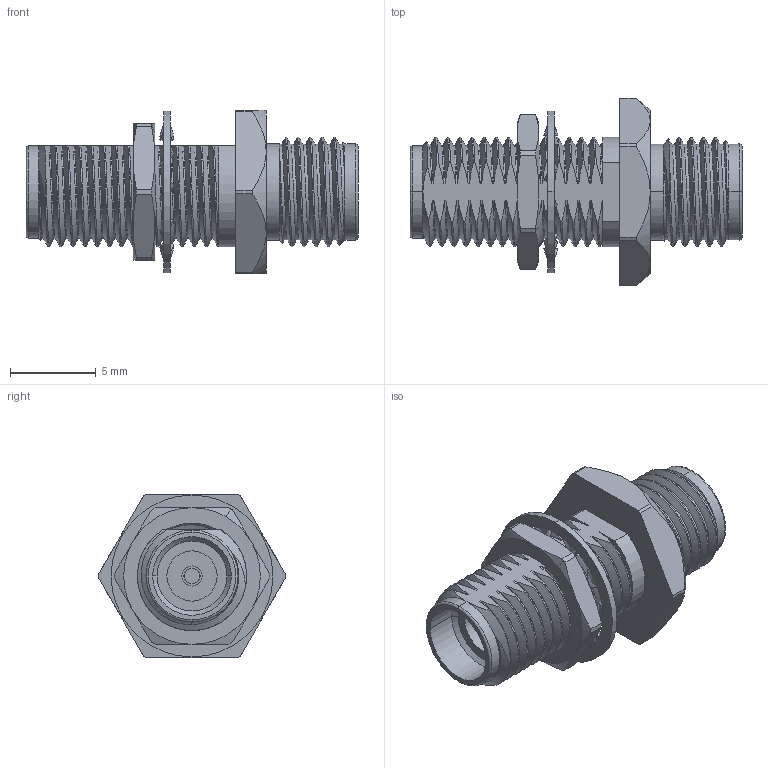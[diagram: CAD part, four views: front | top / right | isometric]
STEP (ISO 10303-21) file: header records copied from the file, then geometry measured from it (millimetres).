
FILE_DESCRIPTION (( 'STEP AP203' ), '1' );
FILE_NAME ('SM3223.step', '2018-08-10T18:34:21', ( '' ), ( '' ), 'SwSTEP 2.0', 'SolidWorks 2017', '' );
FILE_SCHEMA (( 'CONFIG_CONTROL_DESIGN' ));
Length unit declared in the file: inch
Products named in the file (1): SM3223
Bounding box: 19.3 x 10.89 x 9.53 mm (x, y, z)
Volume: 550.7 mm3; surface area: 1041 mm2
Topology: 3 solids, 3 shells, 270 faces, 772 edges, 516 vertices
Faces by surface type: bspline 93, cylinder 79, plane 56, cone 38, torus 4
Entity records: 29517 total; most frequent: CARTESIAN_POINT 23338, ORIENTED_EDGE 1544, DIRECTION 959, EDGE_CURVE 772, VERTEX_POINT 516, AXIS2_PLACEMENT_3D 359, EDGE_LOOP 282, ADVANCED_FACE 270
